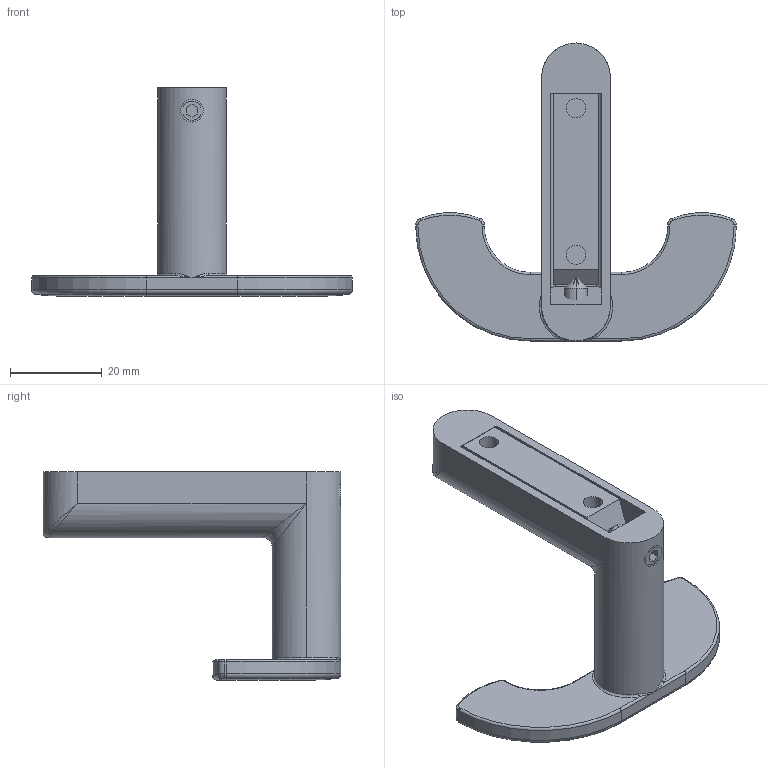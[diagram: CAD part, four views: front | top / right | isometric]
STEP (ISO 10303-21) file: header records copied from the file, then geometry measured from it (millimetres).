
FILE_DESCRIPTION(('Creo Elements/Direct Modeling STEP Export'),'2;1');
FILE_NAME('2629.stp','2023-08-30T13:58:48',(''),(''),'Creo Elements/Direct Modeling STEP processor for AP214 (Solid Model)','Creo Elements/Direct Modeling 20.0 12-Nov-2016 (C) Parametric Technology GmbH','');
FILE_SCHEMA(('AUTOMOTIVE_DESIGN { 1 0 10303 214 1 1 1 1 }'));
Length unit declared in the file: millimetre
Products named in the file (5): 23165-2; D914M5X14S1.1; Montageteil; ZN-12146; ZN-12142
Assembly tree (4 placements, depth 3):
  ZN-12142
    ZN-12146
      Montageteil
    D914M5X14S1.1
    23165-2
Bounding box: 70 x 65 x 45.5 mm (x, y, z)
Volume: 18597.1 mm3; surface area: 11153 mm2
Topology: 3 solids, 3 shells, 576 faces, 1614 edges, 1049 vertices
Faces by surface type: plane 486, cylinder 48, bspline 18, torus 18, cone 6
Entity records: 19142 total; most frequent: CARTESIAN_POINT 4404, ORIENTED_EDGE 3208, DIRECTION 2740, EDGE_CURVE 1604, VECTOR 1440, LINE 1440, VERTEX_POINT 1049, AXIS2_PLACEMENT_3D 650
